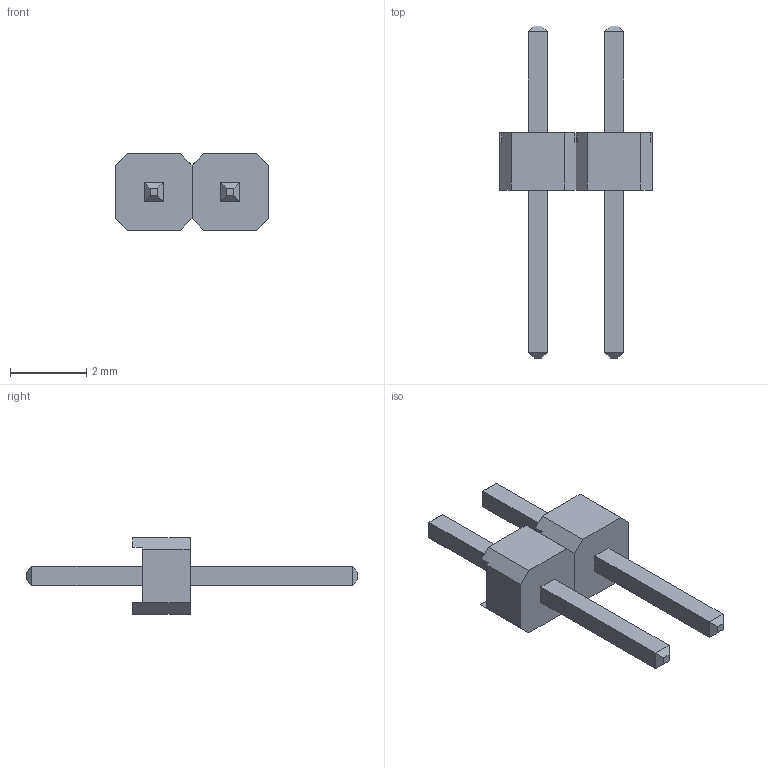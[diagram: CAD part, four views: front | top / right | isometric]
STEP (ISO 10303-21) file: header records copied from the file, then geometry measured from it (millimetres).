
FILE_DESCRIPTION (( 'STEP AP214' ), '1' );
FILE_NAME ('User Library-2-pinasm_asm.STEP', '2020-02-05T01:45:27', ( '' ), ( '' ), 'SwSTEP 2.0', 'SolidWorks 2019', '' );
FILE_SCHEMA (( 'AUTOMOTIVE_DESIGN' ));
Length unit declared in the file: millimetre
Products named in the file (2): User Library-2-pinasm_asm; PIN_SINGLE
Assembly tree (2 placements, depth 2):
  User Library-2-pinasm_asm
    PIN_SINGLE  x2
Bounding box: 4 x 8.7 x 2 mm (x, y, z)
Volume: 13.7 mm3; surface area: 66.6 mm2
Topology: 2 solids, 2 shells, 64 faces, 152 edges, 96 vertices
Faces by surface type: plane 64
Entity records: 970 total; most frequent: CARTESIAN_POINT 161, ORIENTED_EDGE 152, DIRECTION 150, VECTOR 76, LINE 76, EDGE_CURVE 76, VERTEX_POINT 48, AXIS2_PLACEMENT_3D 37
